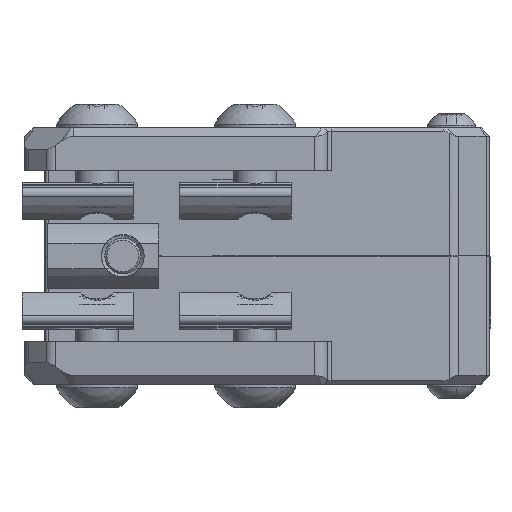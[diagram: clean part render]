
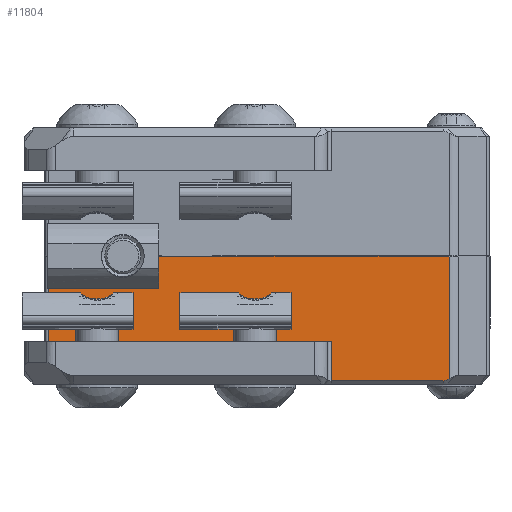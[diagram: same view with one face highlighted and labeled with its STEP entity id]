
A CAD part, left-side view. The second image highlights one B-rep face of the part: STEP entity #11804.
In plain terms, the highlighted planar face has unit normal (-1, 0, 0).
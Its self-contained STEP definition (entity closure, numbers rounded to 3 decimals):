
#668=B_SPLINE_CURVE_WITH_KNOTS('',3,(#19085,#19086,#19087,#19088,#19089,
#19090,#19091,#19092,#19093,#19094,#19095,#19096,#19097,#19098,#19099,#19100,
#19101,#19102,#19103,#19104,#19105,#19106,#19107,#19108,#19109,#19110,#19111,
#19112,#19113,#19114,#19115,#19116,#19117,#19118,#19119,#19120,#19121),
 .UNSPECIFIED.,.F.,.F.,(4,3,3,3,3,3,3,3,3,3,3,3,4),(0.069,
0.085,0.089,0.091,0.107,
0.123,0.138,0.152,0.153,
0.17,0.186,0.201,0.207),
 .UNSPECIFIED.);
#939=PLANE('',#12826);
#1254=FACE_OUTER_BOUND('',#1981,.T.);
#1981=EDGE_LOOP('',(#8551,#8552,#8553,#8554,#8555,#8556,#8557,#8558,#8559,
#8560,#8561,#8562));
#2747=LINE('',#18159,#3521);
#2748=LINE('',#18161,#3522);
#2749=LINE('',#18163,#3523);
#2766=LINE('',#18643,#3540);
#2776=LINE('',#18673,#3550);
#2871=LINE('',#18965,#3645);
#2872=LINE('',#18966,#3646);
#2880=LINE('',#18996,#3654);
#2912=LINE('',#19083,#3686);
#2913=LINE('',#19122,#3687);
#3521=VECTOR('',#14189,10.);
#3522=VECTOR('',#14190,10.);
#3523=VECTOR('',#14191,10.);
#3540=VECTOR('',#14298,10.);
#3550=VECTOR('',#14338,10.);
#3645=VECTOR('',#14643,10.);
#3646=VECTOR('',#14644,10.);
#3654=VECTOR('',#14676,10.);
#3686=VECTOR('',#14770,10.);
#3687=VECTOR('',#14771,10.);
#4307=CIRCLE('',#12676,2.6);
#4995=VERTEX_POINT('',#18156);
#4996=VERTEX_POINT('',#18158);
#4997=VERTEX_POINT('',#18160);
#4998=VERTEX_POINT('',#18162);
#5041=VERTEX_POINT('',#18640);
#5042=VERTEX_POINT('',#18642);
#5047=VERTEX_POINT('',#18671);
#5138=VERTEX_POINT('',#18962);
#5139=VERTEX_POINT('',#18964);
#5148=VERTEX_POINT('',#18993);
#5161=VERTEX_POINT('',#19082);
#5162=VERTEX_POINT('',#19084);
#6156=EDGE_CURVE('',#4996,#4995,#2747,.T.);
#6157=EDGE_CURVE('',#4997,#4996,#2748,.T.);
#6158=EDGE_CURVE('',#4997,#4998,#2749,.T.);
#6225=EDGE_CURVE('',#5042,#5041,#2766,.T.);
#6237=EDGE_CURVE('',#4995,#5042,#4307,.F.);
#6240=EDGE_CURVE('',#5047,#5041,#2776,.T.);
#6384=EDGE_CURVE('',#5138,#5139,#2871,.T.);
#6385=EDGE_CURVE('',#5047,#5139,#2872,.T.);
#6400=EDGE_CURVE('',#5148,#5138,#2880,.T.);
#6440=EDGE_CURVE('',#5161,#5148,#2912,.T.);
#6441=EDGE_CURVE('',#5162,#5161,#668,.T.);
#6442=EDGE_CURVE('',#4998,#5162,#2913,.T.);
#8551=ORIENTED_EDGE('',*,*,#6240,.F.);
#8552=ORIENTED_EDGE('',*,*,#6385,.T.);
#8553=ORIENTED_EDGE('',*,*,#6384,.F.);
#8554=ORIENTED_EDGE('',*,*,#6400,.F.);
#8555=ORIENTED_EDGE('',*,*,#6440,.F.);
#8556=ORIENTED_EDGE('',*,*,#6441,.F.);
#8557=ORIENTED_EDGE('',*,*,#6442,.F.);
#8558=ORIENTED_EDGE('',*,*,#6158,.F.);
#8559=ORIENTED_EDGE('',*,*,#6157,.T.);
#8560=ORIENTED_EDGE('',*,*,#6156,.T.);
#8561=ORIENTED_EDGE('',*,*,#6237,.T.);
#8562=ORIENTED_EDGE('',*,*,#6225,.T.);
#11804=ADVANCED_FACE('',(#1254),#939,.F.);
#12676=AXIS2_PLACEMENT_3D('',#18667,#14331,#14332);
#12826=AXIS2_PLACEMENT_3D('',#19081,#14768,#14769);
#14189=DIRECTION('',(0.,-1.,0.));
#14190=DIRECTION('',(0.,-1.,0.));
#14191=DIRECTION('',(0.,1.,0.));
#14298=DIRECTION('',(0.,-1.,0.));
#14331=DIRECTION('center_axis',(-1.,0.,0.));
#14332=DIRECTION('ref_axis',(0.,1.,0.));
#14338=DIRECTION('',(0.,0.,-1.));
#14643=DIRECTION('',(0.,-1.,0.));
#14644=DIRECTION('',(0.,1.,0.));
#14676=DIRECTION('',(0.,0.,-1.));
#14768=DIRECTION('center_axis',(1.,0.,0.));
#14769=DIRECTION('ref_axis',(0.,1.,0.));
#14770=DIRECTION('',(0.,-1.,0.));
#14771=DIRECTION('',(0.,0.,1.));
#18156=CARTESIAN_POINT('',(98.,-48.61,32.8));
#18158=CARTESIAN_POINT('',(98.,-33.741,32.8));
#18159=CARTESIAN_POINT('',(98.,-51.209,32.8));
#18160=CARTESIAN_POINT('',(98.,-27.21,32.8));
#18161=CARTESIAN_POINT('',(98.,-27.21,32.8));
#18162=CARTESIAN_POINT('',(98.,-12.967,32.8));
#18163=CARTESIAN_POINT('',(98.,-33.31,32.8));
#18640=CARTESIAN_POINT('',(98.,-59.921,32.8));
#18642=CARTESIAN_POINT('',(98.,-53.81,32.8));
#18643=CARTESIAN_POINT('',(98.,-51.209,32.8));
#18667=CARTESIAN_POINT('Origin',(98.,-51.21,32.8));
#18671=CARTESIAN_POINT('',(98.,-59.921,42.8));
#18673=CARTESIAN_POINT('',(98.,-59.921,43.8));
#18962=CARTESIAN_POINT('',(98.,-26.81,42.8));
#18964=CARTESIAN_POINT('',(98.,-36.81,42.8));
#18965=CARTESIAN_POINT('',(98.,-38.01,42.8));
#18966=CARTESIAN_POINT('',(98.,-58.01,42.8));
#18993=CARTESIAN_POINT('',(98.,-26.81,47.4));
#18996=CARTESIAN_POINT('',(98.,-26.81,20.3));
#19081=CARTESIAN_POINT('Origin',(98.,-67.21,27.8));
#19082=CARTESIAN_POINT('',(98.,-13.718,47.4));
#19083=CARTESIAN_POINT('',(98.,-52.21,47.4));
#19084=CARTESIAN_POINT('',(98.,-12.967,47.18));
#19085=CARTESIAN_POINT('Ctrl Pts',(98.,-12.968,47.18));
#19086=CARTESIAN_POINT('Ctrl Pts',(98.,-13.002,47.198));
#19087=CARTESIAN_POINT('Ctrl Pts',(98.,-13.034,47.215));
#19088=CARTESIAN_POINT('Ctrl Pts',(98.,-13.066,47.231));
#19089=CARTESIAN_POINT('Ctrl Pts',(98.,-13.074,47.234));
#19090=CARTESIAN_POINT('Ctrl Pts',(98.,-13.082,47.238));
#19091=CARTESIAN_POINT('Ctrl Pts',(98.,-13.09,47.242));
#19092=CARTESIAN_POINT('Ctrl Pts',(98.,-13.093,47.244));
#19093=CARTESIAN_POINT('Ctrl Pts',(98.,-13.096,47.245));
#19094=CARTESIAN_POINT('Ctrl Pts',(98.,-13.1,47.247));
#19095=CARTESIAN_POINT('Ctrl Pts',(98.,-13.131,47.262));
#19096=CARTESIAN_POINT('Ctrl Pts',(98.,-13.162,47.275));
#19097=CARTESIAN_POINT('Ctrl Pts',(98.,-13.192,47.288));
#19098=CARTESIAN_POINT('Ctrl Pts',(98.,-13.221,47.3));
#19099=CARTESIAN_POINT('Ctrl Pts',(98.,-13.25,47.312));
#19100=CARTESIAN_POINT('Ctrl Pts',(98.,-13.279,47.322));
#19101=CARTESIAN_POINT('Ctrl Pts',(98.,-13.306,47.331));
#19102=CARTESIAN_POINT('Ctrl Pts',(98.,-13.332,47.34));
#19103=CARTESIAN_POINT('Ctrl Pts',(98.,-13.359,47.348));
#19104=CARTESIAN_POINT('Ctrl Pts',(98.,-13.383,47.355));
#19105=CARTESIAN_POINT('Ctrl Pts',(98.,-13.406,47.361));
#19106=CARTESIAN_POINT('Ctrl Pts',(98.,-13.43,47.367));
#19107=CARTESIAN_POINT('Ctrl Pts',(98.,-13.431,47.367));
#19108=CARTESIAN_POINT('Ctrl Pts',(98.,-13.433,47.367));
#19109=CARTESIAN_POINT('Ctrl Pts',(98.,-13.434,47.368));
#19110=CARTESIAN_POINT('Ctrl Pts',(98.,-13.464,47.375));
#19111=CARTESIAN_POINT('Ctrl Pts',(98.,-13.494,47.381));
#19112=CARTESIAN_POINT('Ctrl Pts',(98.,-13.524,47.385));
#19113=CARTESIAN_POINT('Ctrl Pts',(98.,-13.552,47.39));
#19114=CARTESIAN_POINT('Ctrl Pts',(98.,-13.58,47.393));
#19115=CARTESIAN_POINT('Ctrl Pts',(98.,-13.608,47.395));
#19116=CARTESIAN_POINT('Ctrl Pts',(98.,-13.634,47.398));
#19117=CARTESIAN_POINT('Ctrl Pts',(98.,-13.661,47.399));
#19118=CARTESIAN_POINT('Ctrl Pts',(98.,-13.687,47.4));
#19119=CARTESIAN_POINT('Ctrl Pts',(98.,-13.698,47.4));
#19120=CARTESIAN_POINT('Ctrl Pts',(98.,-13.708,47.4));
#19121=CARTESIAN_POINT('Ctrl Pts',(98.,-13.718,47.4));
#19122=CARTESIAN_POINT('',(98.,-12.967,47.3));
